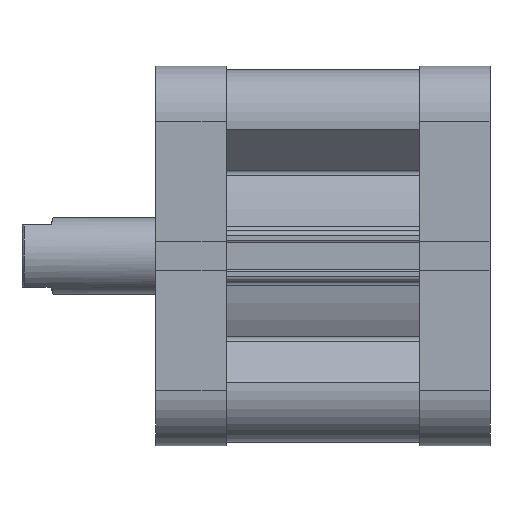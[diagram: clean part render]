
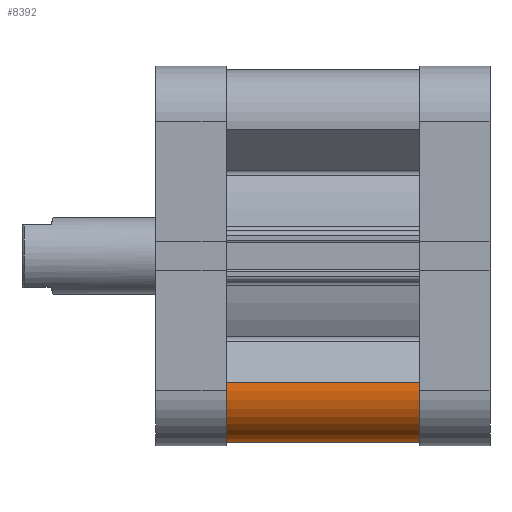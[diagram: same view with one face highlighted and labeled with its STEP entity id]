
A CAD part, front view. The second image highlights one B-rep face of the part: STEP entity #8392.
In plain terms, the highlighted cylindrical face has radius 10.75 mm (diameter 21.5 mm), a partial arc.
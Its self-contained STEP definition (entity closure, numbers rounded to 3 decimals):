
#159 = ORIENTED_EDGE ( 'NONE', *, *, #7130, .F. ) ;
#161 = ORIENTED_EDGE ( 'NONE', *, *, #7141, .T. ) ;
#163 = ORIENTED_EDGE ( 'NONE', *, *, #7132, .T. ) ;
#165 = ORIENTED_EDGE ( 'NONE', *, *, #7131, .F. ) ;
#1060 = LINE ( 'NONE', #1405, #1061 ) ;
#1061 = VECTOR ( 'NONE', #1404, 1000. ) ;
#1063 = LINE ( 'NONE', #1396, #1064 ) ;
#1064 = VECTOR ( 'NONE', #1395, 1000. ) ;
#1068 = CIRCLE ( 'NONE', #7692, 10.75 ) ;
#1082 = CIRCLE ( 'NONE', #7698, 10.75 ) ;
#1362 = DIRECTION ( 'NONE',  ( -1., 0., 0. ) ) ;
#1364 = DIRECTION ( 'NONE',  ( 0., 0., 1. ) ) ;
#1368 = CARTESIAN_POINT ( 'NONE',  ( -28.25, -28.25, 0. ) ) ;
#1395 = DIRECTION ( 'NONE',  ( 0., 0., -1. ) ) ;
#1396 = CARTESIAN_POINT ( 'NONE',  ( -39., -28.25, 40.5 ) ) ;
#1398 = DIRECTION ( 'NONE',  ( -1., 0., 0. ) ) ;
#1401 = DIRECTION ( 'NONE',  ( 0., 0., 1. ) ) ;
#1402 = CARTESIAN_POINT ( 'NONE',  ( -28.25, -28.25, 40.5 ) ) ;
#1404 = DIRECTION ( 'NONE',  ( 0., 0., -1. ) ) ;
#1405 = CARTESIAN_POINT ( 'NONE',  ( -26.479, -38.853, 40.5 ) ) ;
#2442 = VERTEX_POINT ( 'NONE', #6552 ) ;
#2444 = VERTEX_POINT ( 'NONE', #6549 ) ;
#2592 = VERTEX_POINT ( 'NONE', #6339 ) ;
#2603 = VERTEX_POINT ( 'NONE', #6322 ) ;
#2735 = EDGE_LOOP ( 'NONE', ( #165, #163, #161, #159 ) ) ;
#3953 = FACE_OUTER_BOUND ( 'NONE', #2735, .T. ) ;
#3956 = CYLINDRICAL_SURFACE ( 'NONE', #8026, 10.75 ) ;
#5261 = DIRECTION ( 'NONE',  ( -1., 0., 0. ) ) ;
#5262 = DIRECTION ( 'NONE',  ( 0., 0., -1. ) ) ;
#5263 = CARTESIAN_POINT ( 'NONE',  ( -28.25, -28.25, 40.5 ) ) ;
#6322 = CARTESIAN_POINT ( 'NONE',  ( -39., -28.25, 40.5 ) ) ;
#6339 = CARTESIAN_POINT ( 'NONE',  ( -39., -28.25, 0. ) ) ;
#6549 = CARTESIAN_POINT ( 'NONE',  ( -26.479, -38.853, 0. ) ) ;
#6552 = CARTESIAN_POINT ( 'NONE',  ( -26.479, -38.853, 40.5 ) ) ;
#7130 = EDGE_CURVE ( 'NONE', #2442, #2444, #1060, .T. ) ;
#7131 = EDGE_CURVE ( 'NONE', #2603, #2442, #1068, .T. ) ;
#7132 = EDGE_CURVE ( 'NONE', #2603, #2592, #1063, .T. ) ;
#7141 = EDGE_CURVE ( 'NONE', #2592, #2444, #1082, .T. ) ;
#7692 = AXIS2_PLACEMENT_3D ( 'NONE', #1402, #1401, #1398 ) ;
#7698 = AXIS2_PLACEMENT_3D ( 'NONE', #1368, #1364, #1362 ) ;
#8026 = AXIS2_PLACEMENT_3D ( 'NONE', #5263, #5262, #5261 ) ;
#8392 = ADVANCED_FACE ( 'NONE', ( #3953 ), #3956, .T. ) ;
